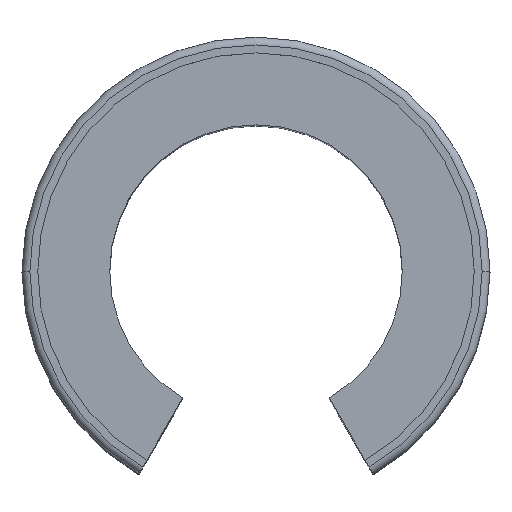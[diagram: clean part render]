
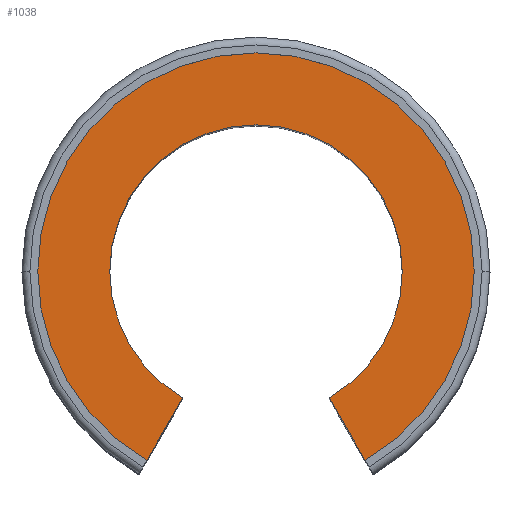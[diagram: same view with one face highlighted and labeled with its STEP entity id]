
A CAD part, top view. The second image highlights one B-rep face of the part: STEP entity #1038.
In plain terms, the highlighted planar face has unit normal (0, 0, 1).
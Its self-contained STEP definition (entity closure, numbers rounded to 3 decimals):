
#5 = ORIENTED_EDGE ( 'NONE', *, *, #1115, .T. ) ;
#6 = ORIENTED_EDGE ( 'NONE', *, *, #1092, .T. ) ;
#8 = ORIENTED_EDGE ( 'NONE', *, *, #1124, .T. ) ;
#33 = EDGE_LOOP ( 'NONE', ( #40, #112, #8, #5, #6, #192, #142, #141 ) ) ;
#40 = ORIENTED_EDGE ( 'NONE', *, *, #1132, .F. ) ;
#112 = ORIENTED_EDGE ( 'NONE', *, *, #1131, .T. ) ;
#141 = ORIENTED_EDGE ( 'NONE', *, *, #1101, .F. ) ;
#142 = ORIENTED_EDGE ( 'NONE', *, *, #1083, .F. ) ;
#192 = ORIENTED_EDGE ( 'NONE', *, *, #1129, .T. ) ;
#297 = VERTEX_POINT ( 'NONE', #365 ) ;
#298 = VERTEX_POINT ( 'NONE', #366 ) ;
#302 = VERTEX_POINT ( 'NONE', #370 ) ;
#315 = VERTEX_POINT ( 'NONE', #383 ) ;
#316 = VERTEX_POINT ( 'NONE', #384 ) ;
#318 = VERTEX_POINT ( 'NONE', #386 ) ;
#337 = VERTEX_POINT ( 'NONE', #405 ) ;
#338 = VERTEX_POINT ( 'NONE', #406 ) ;
#365 = CARTESIAN_POINT ( 'NONE',  ( 18.653, 0., 28.462 ) ) ;
#366 = CARTESIAN_POINT ( 'NONE',  ( -18.653, 0., 28.462 ) ) ;
#370 = CARTESIAN_POINT ( 'NONE',  ( -9.327, -16.154, 28.462 ) ) ;
#383 = CARTESIAN_POINT ( 'NONE',  ( -12.5, 0., 28.462 ) ) ;
#384 = CARTESIAN_POINT ( 'NONE',  ( -6.25, -10.825, 28.462 ) ) ;
#386 = CARTESIAN_POINT ( 'NONE',  ( 12.5, 0., 28.462 ) ) ;
#405 = CARTESIAN_POINT ( 'NONE',  ( 6.25, -10.825, 28.462 ) ) ;
#406 = CARTESIAN_POINT ( 'NONE',  ( 9.327, -16.154, 28.462 ) ) ;
#576 = CARTESIAN_POINT ( 'NONE',  ( 0., 12.5, 28.462 ) ) ;
#577 = PLANE ( 'NONE',  #1228 ) ;
#586 = DIRECTION ( 'NONE',  ( 0., 0., -1. ) ) ;
#587 = DIRECTION ( 'NONE',  ( -1., 0., 0. ) ) ;
#758 = CARTESIAN_POINT ( 'NONE',  ( 0., 0., 28.462 ) ) ;
#762 = DIRECTION ( 'NONE',  ( 0., 0., 1. ) ) ;
#763 = DIRECTION ( 'NONE',  ( 1., 0., 0. ) ) ;
#771 = CARTESIAN_POINT ( 'NONE',  ( 0., 0., 28.462 ) ) ;
#787 = DIRECTION ( 'NONE',  ( 0., 0., 1. ) ) ;
#788 = DIRECTION ( 'NONE',  ( 1., 0., 0. ) ) ;
#812 = CARTESIAN_POINT ( 'NONE',  ( 0., 0., 28.462 ) ) ;
#813 = DIRECTION ( 'NONE',  ( 0., 0., 1. ) ) ;
#814 = DIRECTION ( 'NONE',  ( 1., 0., 0. ) ) ;
#847 = CARTESIAN_POINT ( 'NONE',  ( 0., 0., 28.462 ) ) ;
#854 = DIRECTION ( 'NONE',  ( 0., 0., 1. ) ) ;
#855 = DIRECTION ( 'NONE',  ( 1., 0., 0. ) ) ;
#876 = CARTESIAN_POINT ( 'NONE',  ( 0., 0., 28.462 ) ) ;
#878 = DIRECTION ( 'NONE',  ( 0., 0., 1. ) ) ;
#879 = DIRECTION ( 'NONE',  ( 1., 0., 0. ) ) ;
#887 = CARTESIAN_POINT ( 'NONE',  ( 0., 0., 28.462 ) ) ;
#890 = CARTESIAN_POINT ( 'NONE',  ( 5.413, 9.375, 28.462 ) ) ;
#891 = DIRECTION ( 'NONE',  ( 0.5, 0.866, 0. ) ) ;
#895 = CARTESIAN_POINT ( 'NONE',  ( -5.413, 9.375, 28.462 ) ) ;
#896 = DIRECTION ( 'NONE',  ( 0.5, -0.866, 0. ) ) ;
#898 = DIRECTION ( 'NONE',  ( 0., 0., 1. ) ) ;
#899 = DIRECTION ( 'NONE',  ( 1., 0., 0. ) ) ;
#1038 = ADVANCED_FACE ( 'NONE', ( #1380 ), #577, .F. ) ;
#1083 = EDGE_CURVE ( 'NONE', #315, #316, #1487, .T. ) ;
#1092 = EDGE_CURVE ( 'NONE', #298, #302, #1498, .T. ) ;
#1101 = EDGE_CURVE ( 'NONE', #318, #315, #1509, .T. ) ;
#1115 = EDGE_CURVE ( 'NONE', #297, #298, #1526, .T. ) ;
#1124 = EDGE_CURVE ( 'NONE', #338, #297, #1540, .T. ) ;
#1129 = EDGE_CURVE ( 'NONE', #302, #316, #1541, .T. ) ;
#1131 = EDGE_CURVE ( 'NONE', #337, #338, #1539, .T. ) ;
#1132 = EDGE_CURVE ( 'NONE', #337, #318, #1551, .T. ) ;
#1228 = AXIS2_PLACEMENT_3D ( 'NONE', #576, #586, #587 ) ;
#1279 = AXIS2_PLACEMENT_3D ( 'NONE', #758, #762, #763 ) ;
#1284 = AXIS2_PLACEMENT_3D ( 'NONE', #771, #787, #788 ) ;
#1292 = AXIS2_PLACEMENT_3D ( 'NONE', #812, #813, #814 ) ;
#1380 = FACE_OUTER_BOUND ( 'NONE', #33, .T. ) ;
#1487 = CIRCLE ( 'NONE', #1279, 12.5 ) ;
#1498 = CIRCLE ( 'NONE', #1284, 18.653 ) ;
#1509 = CIRCLE ( 'NONE', #1292, 12.5 ) ;
#1523 = VECTOR ( 'NONE', #891, 1000. ) ;
#1526 = CIRCLE ( 'NONE', #1612, 18.653 ) ;
#1539 = LINE ( 'NONE', #895, #1545 ) ;
#1540 = CIRCLE ( 'NONE', #1617, 18.653 ) ;
#1541 = LINE ( 'NONE', #890, #1523 ) ;
#1545 = VECTOR ( 'NONE', #896, 1000. ) ;
#1551 = CIRCLE ( 'NONE', #1624, 12.5 ) ;
#1612 = AXIS2_PLACEMENT_3D ( 'NONE', #847, #854, #855 ) ;
#1617 = AXIS2_PLACEMENT_3D ( 'NONE', #876, #878, #879 ) ;
#1624 = AXIS2_PLACEMENT_3D ( 'NONE', #887, #898, #899 ) ;
